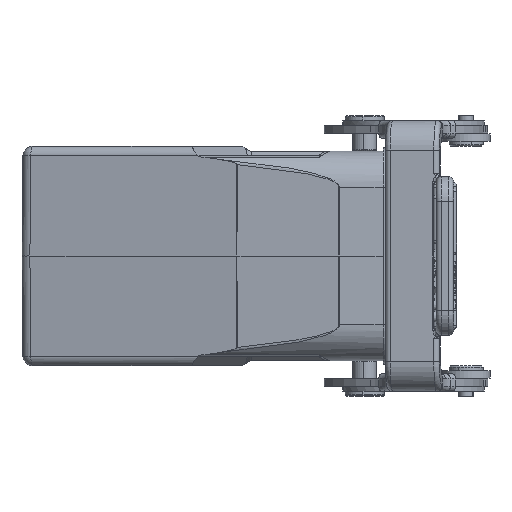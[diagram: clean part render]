
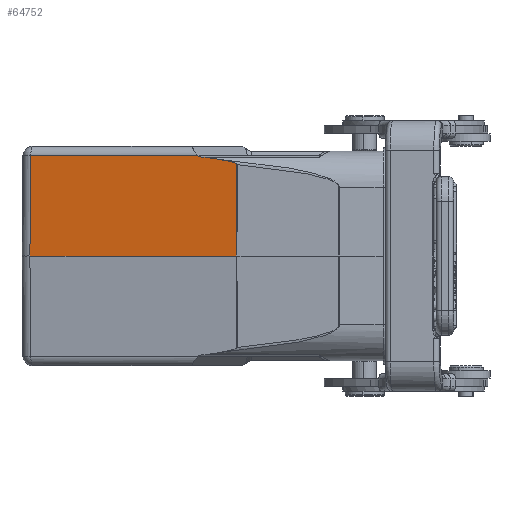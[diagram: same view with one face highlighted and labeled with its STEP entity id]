
A CAD part, left-side view. The second image highlights one B-rep face of the part: STEP entity #64752.
In plain terms, the highlighted planar face has unit normal (-0.982, 0.191, 0.009).
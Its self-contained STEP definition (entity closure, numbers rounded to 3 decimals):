
#910=CARTESIAN_POINT('',(-43.861,3.676,19.818));
#911=CARTESIAN_POINT('',(-43.815,3.912,19.855));
#912=CARTESIAN_POINT('',(-43.724,4.38,19.928));
#913=CARTESIAN_POINT('',(-43.582,5.101,20.035));
#914=CARTESIAN_POINT('',(-43.487,5.586,20.103));
#915=CARTESIAN_POINT('',(-43.44,5.83,20.136));
#20853=DIRECTION('',(0.007,-0.009,1.));
#20854=VECTOR('',#20853,20.519);
#20855=CARTESIAN_POINT('',(-36.514,42.382,
0.));
#20856=LINE('',#20855,#20854);
#20857=DIRECTION('',(-0.13,-0.634,-0.763));
#20858=VECTOR('',#20857,0.221);
#20859=CARTESIAN_POINT('',(-43.023,7.954,
20.517));
#20860=LINE('',#20859,#20858);
#20872=DIRECTION('',(0.009,-0.001,1.));
#20873=VECTOR('',#20872,18.832);
#20874=CARTESIAN_POINT('',(-44.742,0.05,
0.));
#20875=LINE('',#20874,#20873);
#20888=CARTESIAN_POINT('',(-44.58,0.023,
18.831));
#20889=CARTESIAN_POINT('',(-44.57,0.073,
18.886));
#20890=CARTESIAN_POINT('',(-44.543,0.206,
18.973));
#20891=CARTESIAN_POINT('',(-44.493,0.458,
19.084));
#20892=CARTESIAN_POINT('',(-44.425,0.804,
19.208));
#20893=CARTESIAN_POINT('',(-44.375,1.059,
19.281));
#20894=CARTESIAN_POINT('',(-44.318,1.346,
19.357));
#20895=CARTESIAN_POINT('',(-44.252,1.681,
19.438));
#20896=CARTESIAN_POINT('',(-44.176,2.069,
19.524));
#20897=CARTESIAN_POINT('',(-44.087,2.521,
19.616));
#20898=CARTESIAN_POINT('',(-43.985,3.043,
19.713));
#20899=CARTESIAN_POINT('',(-43.904,3.458,
19.783));
#20900=CARTESIAN_POINT('',(-43.861,3.676,
19.818));
#20948=DIRECTION('',(-0.191,-0.982,0.));
#20949=VECTOR('',#20948,43.124);
#20950=CARTESIAN_POINT('',(-36.514,42.382,
0.));
#20951=LINE('',#20950,#20949);
#21164=DIRECTION('',(0.191,0.982,0.));
#21165=VECTOR('',#21164,34.889);
#21166=CARTESIAN_POINT('',(-43.023,7.954,
20.517));
#21167=LINE('',#21166,#21165);
#21183=CARTESIAN_POINT('',(-43.44,5.83,
20.136));
#21184=CARTESIAN_POINT('',(-43.311,6.489,
20.227));
#21185=CARTESIAN_POINT('',(-43.181,7.151,
20.296));
#21186=CARTESIAN_POINT('',(-43.052,7.814,20.349));
#22244=CARTESIAN_POINT('',(-44.742,0.05,
0.));
#22245=CARTESIAN_POINT('',(-44.58,0.023,
18.831));
#22246=VERTEX_POINT('',#22244);
#22247=VERTEX_POINT('',#22245);
#22248=CARTESIAN_POINT('',(-36.514,42.382,
0.));
#22249=VERTEX_POINT('',#22248);
#22250=CARTESIAN_POINT('',(-36.366,42.203,
20.517));
#22251=VERTEX_POINT('',#22250);
#22252=CARTESIAN_POINT('',(-43.023,7.954,
20.517));
#22253=VERTEX_POINT('',#22252);
#22254=CARTESIAN_POINT('',(-43.052,7.814,20.349));
#22255=VERTEX_POINT('',#22254);
#22256=VERTEX_POINT('',#21183);
#22257=VERTEX_POINT('',#910);
#64732=CARTESIAN_POINT('',(-46.119,-7.035,0.));
#64733=DIRECTION('',(-0.982,0.191,0.009));
#64734=DIRECTION('',(-0.191,-0.982,0.));
#64735=AXIS2_PLACEMENT_3D('',#64732,#64733,#64734);
#64736=PLANE('',#64735);
#64738=ORIENTED_EDGE('',*,*,#64737,.F.);
#64740=ORIENTED_EDGE('',*,*,#64739,.F.);
#64741=ORIENTED_EDGE('',*,*,#64727,.T.);
#64743=ORIENTED_EDGE('',*,*,#64742,.F.);
#64744=ORIENTED_EDGE('',*,*,#28789,.T.);
#64746=ORIENTED_EDGE('',*,*,#64745,.F.);
#64747=ORIENTED_EDGE('',*,*,#28506,.F.);
#64749=ORIENTED_EDGE('',*,*,#64748,.F.);
#64750=EDGE_LOOP('',(#64738,#64740,#64741,#64743,#64744,#64746,#64747,#64749));
#64751=FACE_OUTER_BOUND('',#64750,.F.);
#64752=ADVANCED_FACE('',(#64751),#64736,.T.);
#916=B_SPLINE_CURVE_WITH_KNOTS('',3,(#910,#911,#912,#913,#914,#915),
.UNSPECIFIED.,.F.,.F.,(4,1,1,4),(0.,0.333,0.667,1.),
.UNSPECIFIED.);
#20901=B_SPLINE_CURVE_WITH_KNOTS('',3,(#20888,#20889,#20890,#20891,#20892,
#20893,#20894,#20895,#20896,#20897,#20898,#20899,#20900),.UNSPECIFIED.,.F.,.F.,(
4,1,1,1,1,1,1,1,1,1,4),(0.,0.1,0.2,0.3,0.4,0.5,0.6,0.7,0.8,
0.9,1.),.UNSPECIFIED.);
#21187=B_SPLINE_CURVE_WITH_KNOTS('',3,(#21183,#21184,#21185,#21186),
.UNSPECIFIED.,.F.,.F.,(4,4),(0.,1.),.UNSPECIFIED.);
#28506=EDGE_CURVE('',#22257,#22256,#916,.T.);
#28789=EDGE_CURVE('',#22253,#22255,#20860,.T.);
#64727=EDGE_CURVE('',#22249,#22251,#20856,.T.);
#64737=EDGE_CURVE('',#22246,#22247,#20875,.T.);
#64739=EDGE_CURVE('',#22249,#22246,#20951,.T.);
#64742=EDGE_CURVE('',#22253,#22251,#21167,.T.);
#64745=EDGE_CURVE('',#22256,#22255,#21187,.T.);
#64748=EDGE_CURVE('',#22247,#22257,#20901,.T.);
